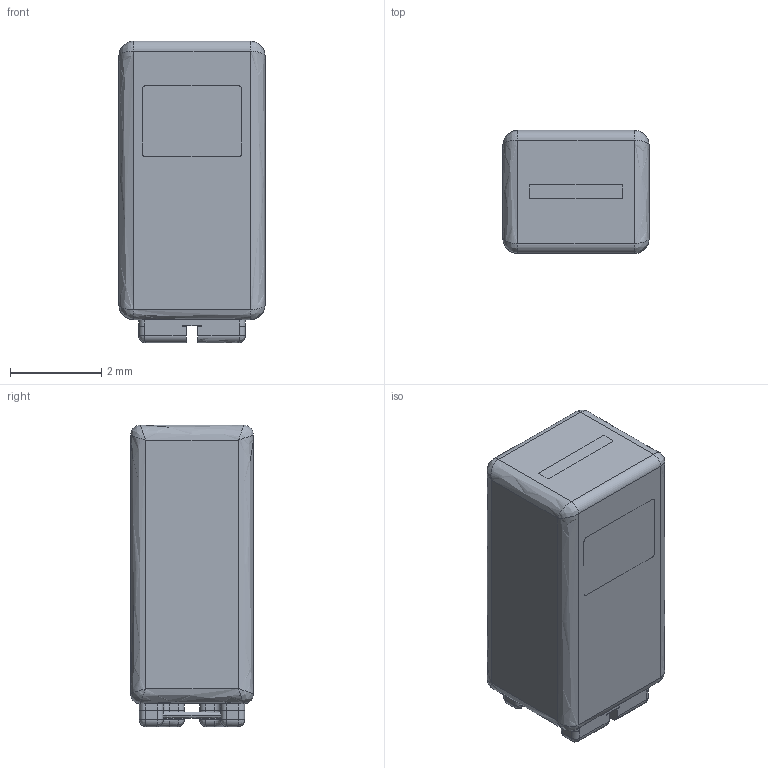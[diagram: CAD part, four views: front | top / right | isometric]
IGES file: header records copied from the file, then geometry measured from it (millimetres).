
Start section:  PTC IGES file: gd30-31719-000_sw.igs
Global section: file name: gd30-31719-000_sw.igs; native system: Pro/ENGINEER by Parametric Technology Corporation; preprocessor: 2011220; author: LYan; organization: Unknown; date: 20120713.111628; units: inch
Bounding box: 3.2 x 2.69 x 6.6 mm (x, y, z)
Surface area: 163.9 mm2 (no closed solid volume)
Topology: 0 solids, 0 shells, 285 faces, 1408 edges, 1408 vertices
Faces by surface type: revolution 148, bspline 137
